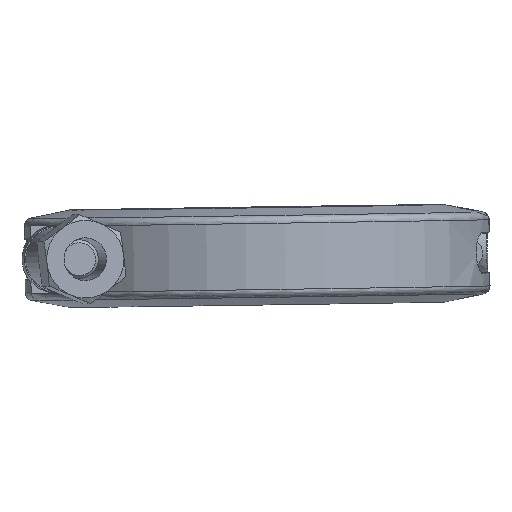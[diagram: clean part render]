
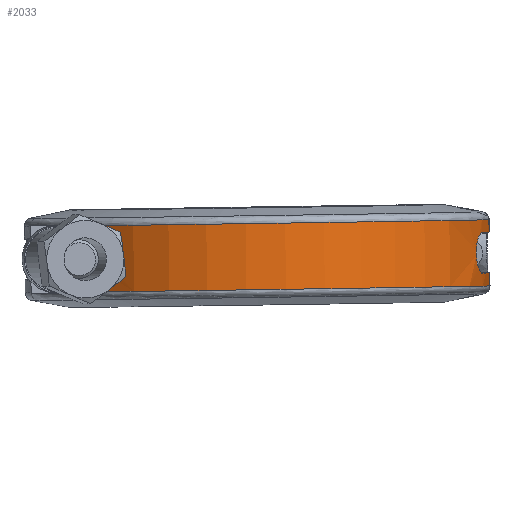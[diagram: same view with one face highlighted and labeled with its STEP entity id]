
A CAD part, front view. The second image highlights one B-rep face of the part: STEP entity #2033.
In plain terms, the highlighted cylindrical face has radius 38.1 mm (diameter 76.2 mm), a partial arc.
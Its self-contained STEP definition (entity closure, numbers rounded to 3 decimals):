
#164=CYLINDRICAL_SURFACE('',#2201,38.1);
#320=LINE('',#3690,#409);
#321=LINE('',#3714,#410);
#409=VECTOR('',#2571,2.061);
#410=VECTOR('',#2576,2.061);
#551=FACE_OUTER_BOUND('',#686,.T.);
#686=EDGE_LOOP('',(#1664,#1665,#1666,#1667,#1668,#1669,#1670,#1671));
#820=CIRCLE('',#2182,38.1);
#824=CIRCLE('',#2189,38.1);
#830=CIRCLE('',#2202,38.1);
#831=CIRCLE('',#2203,38.1);
#900=B_SPLINE_CURVE_WITH_KNOTS('',3,(#3592,#3593,#3594,#3595,#3596,#3597,
#3598,#3599,#3600,#3601,#3602,#3603,#3604,#3605,#3606,#3607,#3608,#3609,
#3610,#3611,#3612,#3613),.UNSPECIFIED.,.F.,.F.,(4,2,2,2,2,2,2,2,2,2,4),
(2.698,2.804,3.065,3.326,3.483,
3.64,3.797,3.954,4.216,4.477,
4.582),.UNSPECIFIED.);
#903=B_SPLINE_CURVE_WITH_KNOTS('',3,(#3694,#3695,#3696,#3697,#3698,#3699,
#3700,#3701,#3702,#3703,#3704,#3705,#3706,#3707,#3708,#3709,#3710,#3711),
 .UNSPECIFIED.,.F.,.F.,(4,2,2,2,2,2,2,2,4),(0.,0.157,0.295,
0.423,0.548,0.678,0.807,
0.941,1.085),.UNSPECIFIED.);
#986=VERTEX_POINT('',#3549);
#987=VERTEX_POINT('',#3556);
#990=VERTEX_POINT('',#3583);
#992=VERTEX_POINT('',#3622);
#1007=VERTEX_POINT('',#3689);
#1008=VERTEX_POINT('',#3691);
#1009=VERTEX_POINT('',#3693);
#1010=VERTEX_POINT('',#3712);
#1221=EDGE_CURVE('',#986,#987,#820,.T.);
#1227=EDGE_CURVE('',#986,#990,#900,.T.);
#1231=EDGE_CURVE('',#992,#990,#824,.T.);
#1252=EDGE_CURVE('',#1007,#992,#320,.T.);
#1253=EDGE_CURVE('',#1007,#1008,#830,.T.);
#1254=EDGE_CURVE('',#1008,#1009,#903,.T.);
#1255=EDGE_CURVE('',#1009,#1010,#831,.T.);
#1256=EDGE_CURVE('',#987,#1010,#321,.T.);
#1664=ORIENTED_EDGE('',*,*,#1227,.T.);
#1665=ORIENTED_EDGE('',*,*,#1231,.F.);
#1666=ORIENTED_EDGE('',*,*,#1252,.F.);
#1667=ORIENTED_EDGE('',*,*,#1253,.T.);
#1668=ORIENTED_EDGE('',*,*,#1254,.T.);
#1669=ORIENTED_EDGE('',*,*,#1255,.T.);
#1670=ORIENTED_EDGE('',*,*,#1256,.F.);
#1671=ORIENTED_EDGE('',*,*,#1221,.F.);
#2033=ADVANCED_FACE('',(#551),#164,.T.);
#2182=AXIS2_PLACEMENT_3D('',#3557,#2523,#2524);
#2189=AXIS2_PLACEMENT_3D('',#3633,#2537,#2538);
#2201=AXIS2_PLACEMENT_3D('',#3688,#2569,#2570);
#2202=AXIS2_PLACEMENT_3D('',#3692,#2572,#2573);
#2203=AXIS2_PLACEMENT_3D('',#3713,#2574,#2575);
#2523=DIRECTION('center_axis',(0.,0.,-1.));
#2524=DIRECTION('ref_axis',(0.,1.,0.));
#2537=DIRECTION('center_axis',(0.,0.,1.));
#2538=DIRECTION('ref_axis',(0.,1.,0.));
#2569=DIRECTION('center_axis',(0.,0.,1.));
#2570=DIRECTION('ref_axis',(1.,0.023,0.));
#2571=DIRECTION('',(0.,0.,1.));
#2572=DIRECTION('center_axis',(0.,0.,
1.));
#2573=DIRECTION('ref_axis',(1.,0.023,0.));
#2574=DIRECTION('center_axis',(0.,0.,-1.));
#2575=DIRECTION('ref_axis',(1.,0.023,0.));
#2576=DIRECTION('',(0.,0.,1.));
#3549=CARTESIAN_POINT('',(-29.803,23.736,-5.411));
#3556=CARTESIAN_POINT('',(37.96,3.261,-5.411));
#3557=CARTESIAN_POINT('Origin',(0.,0.,-5.411));
#3583=CARTESIAN_POINT('',(-29.803,23.736,5.411));
#3592=CARTESIAN_POINT('Ctrl Pts',(-29.803,23.736,-5.411));
#3593=CARTESIAN_POINT('Ctrl Pts',(-29.585,24.009,-5.369));
#3594=CARTESIAN_POINT('Ctrl Pts',(-29.365,24.278,-5.316));
#3595=CARTESIAN_POINT('Ctrl Pts',(-28.591,25.197,-5.091));
#3596=CARTESIAN_POINT('Ctrl Pts',(-27.974,25.881,-4.838));
#3597=CARTESIAN_POINT('Ctrl Pts',(-26.788,27.106,-4.074));
#3598=CARTESIAN_POINT('Ctrl Pts',(-26.221,27.648,-3.563));
#3599=CARTESIAN_POINT('Ctrl Pts',(-25.51,28.302,-2.557));
#3600=CARTESIAN_POINT('Ctrl Pts',(-25.259,28.524,-2.093));
#3601=CARTESIAN_POINT('Ctrl Pts',(-24.917,28.823,-1.077));
#3602=CARTESIAN_POINT('Ctrl Pts',(-24.828,28.9,-0.524));
#3603=CARTESIAN_POINT('Ctrl Pts',(-24.828,28.9,0.524));
#3604=CARTESIAN_POINT('Ctrl Pts',(-24.917,28.823,1.077));
#3605=CARTESIAN_POINT('Ctrl Pts',(-25.259,28.524,2.093));
#3606=CARTESIAN_POINT('Ctrl Pts',(-25.51,28.302,2.557));
#3607=CARTESIAN_POINT('Ctrl Pts',(-26.221,27.648,3.563));
#3608=CARTESIAN_POINT('Ctrl Pts',(-26.788,27.106,4.074));
#3609=CARTESIAN_POINT('Ctrl Pts',(-27.974,25.881,4.838));
#3610=CARTESIAN_POINT('Ctrl Pts',(-28.591,25.197,5.091));
#3611=CARTESIAN_POINT('Ctrl Pts',(-29.365,24.278,5.316));
#3612=CARTESIAN_POINT('Ctrl Pts',(-29.585,24.009,5.369));
#3613=CARTESIAN_POINT('Ctrl Pts',(-29.803,23.736,5.411));
#3622=CARTESIAN_POINT('',(37.96,3.261,5.411));
#3633=CARTESIAN_POINT('Origin',(0.,0.,5.411));
#3688=CARTESIAN_POINT('Origin',(0.,0.,0.));
#3689=CARTESIAN_POINT('',(37.96,3.261,3.35));
#3690=CARTESIAN_POINT('',(37.96,3.261,0.));
#3691=CARTESIAN_POINT('',(36.884,9.548,3.35));
#3692=CARTESIAN_POINT('Origin',(0.,0.,3.35));
#3693=CARTESIAN_POINT('',(36.884,9.548,-3.35));
#3694=CARTESIAN_POINT('Ctrl Pts',(36.884,9.548,3.35));
#3695=CARTESIAN_POINT('Ctrl Pts',(36.753,10.054,3.336));
#3696=CARTESIAN_POINT('Ctrl Pts',(36.613,10.552,3.226));
#3697=CARTESIAN_POINT('Ctrl Pts',(36.354,11.411,2.826));
#3698=CARTESIAN_POINT('Ctrl Pts',(36.237,11.772,2.562));
#3699=CARTESIAN_POINT('Ctrl Pts',(36.045,12.348,1.919));
#3700=CARTESIAN_POINT('Ctrl Pts',(35.97,12.562,1.559));
#3701=CARTESIAN_POINT('Ctrl Pts',(35.869,12.846,0.774));
#3702=CARTESIAN_POINT('Ctrl Pts',(35.845,12.913,0.361));
#3703=CARTESIAN_POINT('Ctrl Pts',(35.85,12.9,-0.486));
#3704=CARTESIAN_POINT('Ctrl Pts',(35.881,12.813,-0.911));
#3705=CARTESIAN_POINT('Ctrl Pts',(35.996,12.488,-1.697));
#3706=CARTESIAN_POINT('Ctrl Pts',(36.077,12.255,-2.048));
#3707=CARTESIAN_POINT('Ctrl Pts',(36.274,11.658,-2.653));
#3708=CARTESIAN_POINT('Ctrl Pts',(36.389,11.297,-2.893));
#3709=CARTESIAN_POINT('Ctrl Pts',(36.635,10.474,-3.243));
#3710=CARTESIAN_POINT('Ctrl Pts',(36.764,10.014,-3.337));
#3711=CARTESIAN_POINT('Ctrl Pts',(36.884,9.548,-3.35));
#3712=CARTESIAN_POINT('',(37.96,3.261,-3.35));
#3713=CARTESIAN_POINT('Origin',(0.,0.,-3.35));
#3714=CARTESIAN_POINT('',(37.96,3.261,0.));
